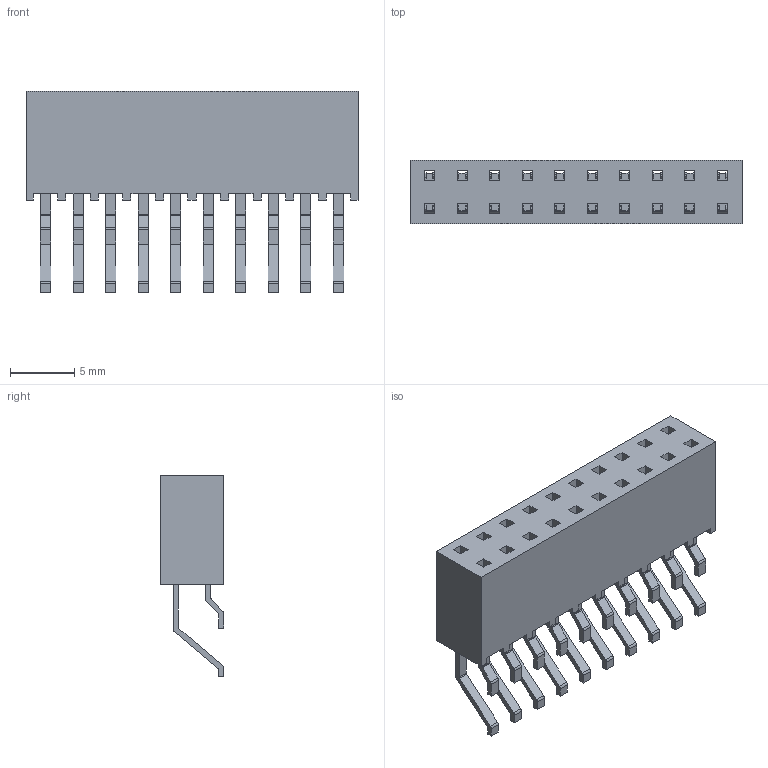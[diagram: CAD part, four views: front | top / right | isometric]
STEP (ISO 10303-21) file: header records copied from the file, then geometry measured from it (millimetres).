
FILE_DESCRIPTION(/* description */ ('STEP AP214'),/* implementation_level */ '2;1');
FILE_NAME(/* name */ 'SMH-110-02-L-D',/* time_stamp */ '2024-06-24T13:04:25+02:00',/* author */ ('License CC BY-ND 4.0'),/* organization */ ('CADENAS'),/* preprocessor_version */ 'ST-DEVELOPER v19.3',/* originating_system */ 'PARTsolutions',/* authorisation */ ' ');
FILE_SCHEMA (('AUTOMOTIVE_DESIGN {1 0 10303 214 3 1 1}'));
Length unit declared in the file: inch
Products named in the file (3): SMH-110-02-L-D; SMH-110-D_socket; C-08-03-10-D_SMH
Assembly tree (2 placements, depth 2):
  SMH-110-02-L-D
    SMH-110-D_socket
    C-08-03-10-D_SMH
Bounding box: 25.91 x 4.95 x 15.75 mm (x, y, z)
Volume: 1114.2 mm3; surface area: 2336.9 mm2
Topology: 2 solids, 2 shells, 496 faces, 1476 edges, 984 vertices
Faces by surface type: plane 416, cylinder 80
Entity records: 16598 total; most frequent: CARTESIAN_POINT 2959, ORIENTED_EDGE 2952, DIRECTION 2634, EDGE_CURVE 1476, LINE 1316, VECTOR 1316, VERTEX_POINT 984, AXIS2_PLACEMENT_3D 659
